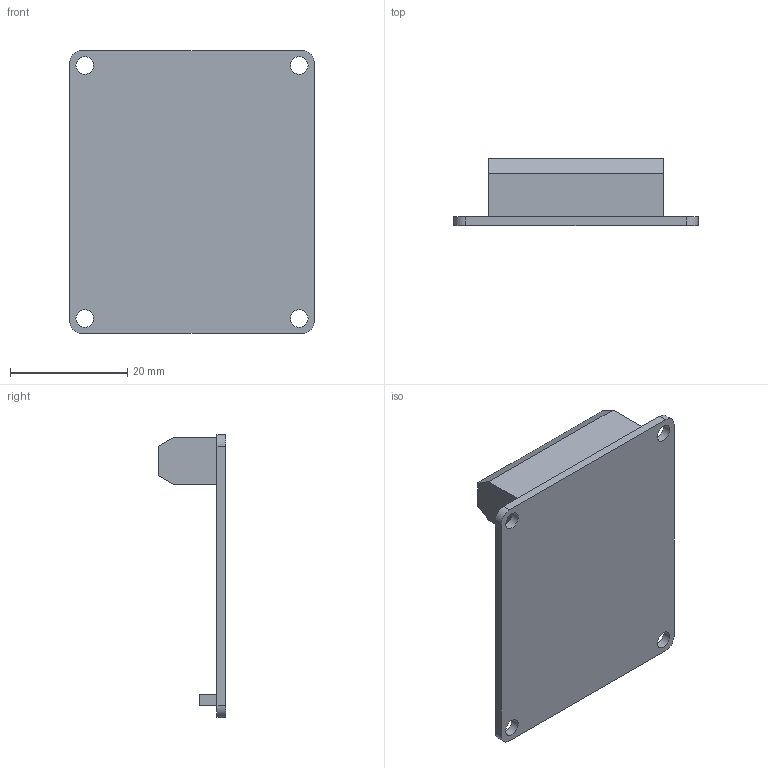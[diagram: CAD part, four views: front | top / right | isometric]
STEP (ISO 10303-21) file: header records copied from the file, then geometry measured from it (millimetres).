
FILE_DESCRIPTION(/* description */ (''),/* implementation_level */ '2;1');
FILE_NAME(/* name */ 'MDD3A_cytron.step',/* time_stamp */ '2020-05-31T00:30:30-05:00',/* author */ (''),/* organization */ (''),/* preprocessor_version */ 'ST-DEVELOPER v18.1',/* originating_system */ 'Autodesk Translation Framework v9.3.0.1241',/* authorisation */ '');
FILE_SCHEMA (('AUTOMOTIVE_DESIGN { 1 0 10303 214 3 1 1 }'));
Length unit declared in the file: millimetre
Products named in the file (1): MDD3A
Bounding box: 41.66 x 11.5 x 48.26 mm (x, y, z)
Volume: 5341.3 mm3; surface area: 5067.1 mm2
Topology: 1 solids, 1 shells, 27 faces, 69 edges, 46 vertices
Faces by surface type: plane 19, cylinder 8
Full cylindrical faces by diameter (mm): 3 x4
Entity records: 868 total; most frequent: CARTESIAN_POINT 143, DIRECTION 141, ORIENTED_EDGE 138, EDGE_CURVE 69, LINE 53, VECTOR 53, VERTEX_POINT 46, AXIS2_PLACEMENT_3D 44
